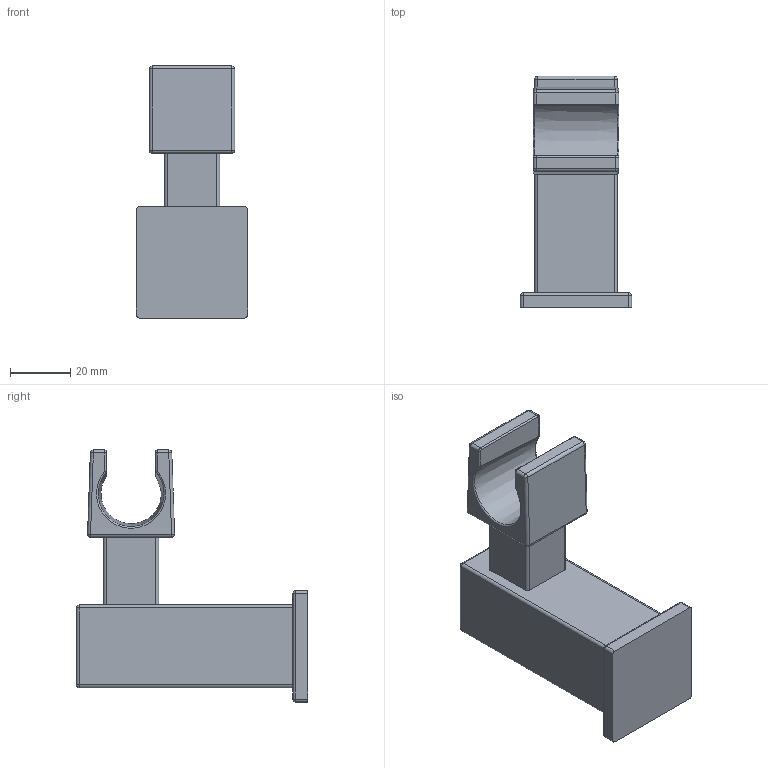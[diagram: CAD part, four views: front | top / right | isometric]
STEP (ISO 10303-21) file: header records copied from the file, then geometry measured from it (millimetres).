
FILE_DESCRIPTION((''),'2;1');
FILE_NAME('ZSUP025CR','2021-05-05T11:35:50',('ut3'),('PAFFONI SpA'),'CREO PARAMETRIC BY PTC INC, 2020044','CREO PARAMETRIC BY PTC INC, 2020044','');
FILE_SCHEMA(('CONFIG_CONTROL_DESIGN','SHAPE_APPEARANCE_LAYERS_GROUPS'));
Length unit declared in the file: millimetre
Products named in the file (1): ZSUP025CR
Bounding box: 37 x 77 x 83.75 mm (x, y, z)
Surface area: 17256.9 mm2 (no closed solid volume)
Topology: 0 solids, 1 shells, 93 faces, 196 edges, 108 vertices
Faces by surface type: cylinder 40, plane 24, sphere 20, torus 5, bspline 3, cone 1
Entity records: 3205 total; most frequent: CARTESIAN_POINT 475, DIRECTION 468, ORIENTED_EDGE 392, EDGE_CURVE 196, AXIS2_PLACEMENT_3D 186, VERTEX_POINT 108, VECTOR 96, LINE 96
